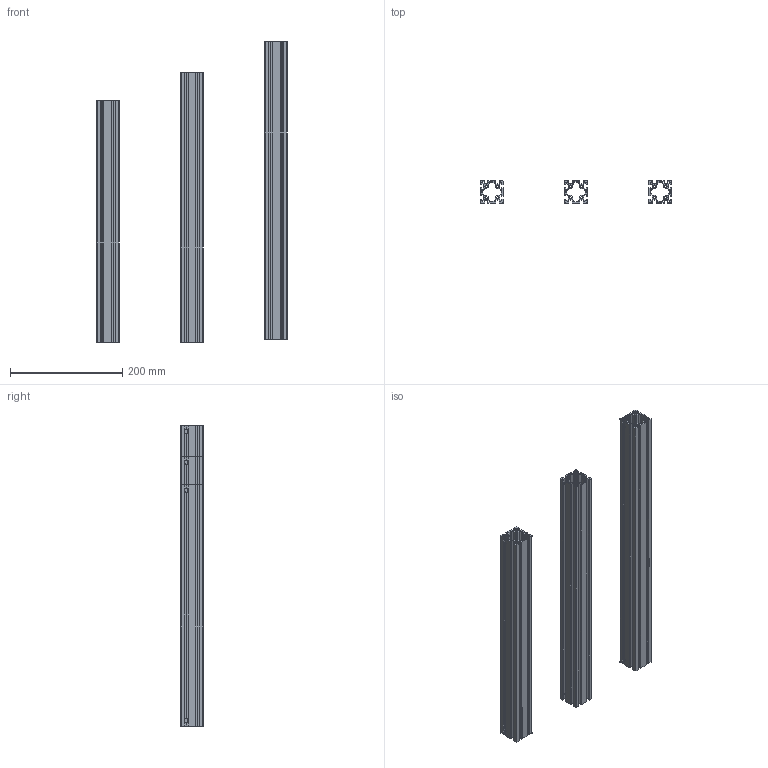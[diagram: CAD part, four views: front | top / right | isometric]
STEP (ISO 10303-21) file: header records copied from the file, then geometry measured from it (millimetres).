
FILE_DESCRIPTION(/* description */ (''),/* implementation_level */ '2;1');
FILE_NAME(/* name */ '4040 DOOM.step',/* time_stamp */ '2021-01-14T19:45:50-08:00',/* author */ (''),/* organization */ (''),/* preprocessor_version */ 'ST-DEVELOPER v18.1',/* originating_system */ 'Autodesk Translation Framework v9.7.1.1290',/* authorisation */ '');
FILE_SCHEMA (('AUTOMOTIVE_DESIGN { 1 0 10303 214 3 1 1 }'));
Length unit declared in the file: millimetre
Products named in the file (4): 4040 DOOM; HFSB5-4040-430 (250); HFSB5-4040-480 (300); HFSB5-4040-530 (350)
Assembly tree (3 placements, depth 2):
  4040 DOOM
    HFSB5-4040-430 (250)
    HFSB5-4040-480 (300)
    HFSB5-4040-530 (350)
Bounding box: 340 x 40 x 535 mm (x, y, z)
Volume: 687903.2 mm3; surface area: 702861.7 mm2
Topology: 3 solids, 3 shells, 627 faces, 1937 edges, 1292 vertices
Faces by surface type: plane 546, cylinder 81
Full cylindrical faces by diameter (mm): 7.35 x12
Entity records: 21959 total; most frequent: CARTESIAN_POINT 4283, ORIENTED_EDGE 3874, DIRECTION 3481, EDGE_CURVE 1937, LINE 1565, VECTOR 1565, VERTEX_POINT 1292, AXIS2_PLACEMENT_3D 958
